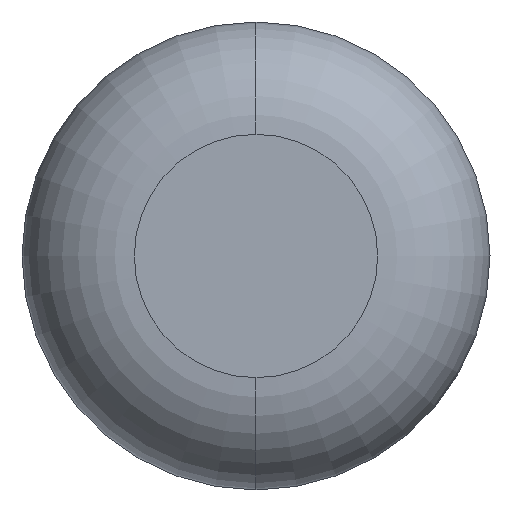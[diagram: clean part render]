
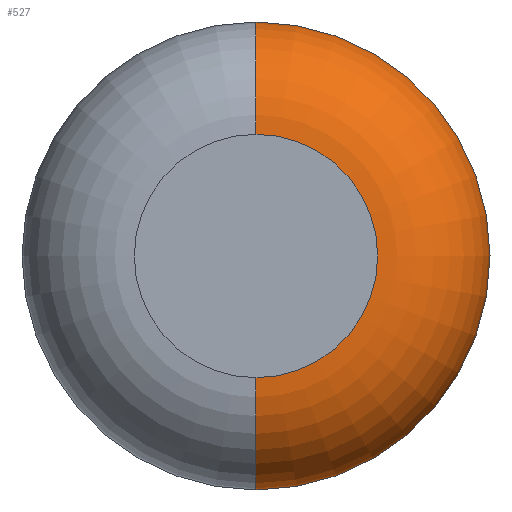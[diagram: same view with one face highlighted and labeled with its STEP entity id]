
A CAD part, front view. The second image highlights one B-rep face of the part: STEP entity #527.
In plain terms, the highlighted toroidal (fillet/blend) face has major radius 1.651 mm and minor radius 1.524 mm.
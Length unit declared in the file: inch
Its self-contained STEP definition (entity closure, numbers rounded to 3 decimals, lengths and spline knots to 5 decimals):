
#10 = DIRECTION ( 'NONE',  ( 0., -1., 0. ) ) ;
#40 = ORIENTED_EDGE ( 'NONE', *, *, #168, .T. ) ;
#71 = DIRECTION ( 'NONE',  ( 0., 0., -1. ) ) ;
#91 = DIRECTION ( 'NONE',  ( 0., 0., -1. ) ) ;
#108 = EDGE_LOOP ( 'NONE', ( #40, #428, #300, #542 ) ) ;
#117 = AXIS2_PLACEMENT_3D ( 'NONE', #299, #10, #91 ) ;
#138 = CIRCLE ( 'NONE', #117, 0.065 ) ;
#140 = DIRECTION ( 'NONE',  ( 0., 0., 1. ) ) ;
#158 = DIRECTION ( 'NONE',  ( 0., 0., -1. ) ) ;
#160 = DIRECTION ( 'NONE',  ( 0., -1., 0. ) ) ;
#168 = EDGE_CURVE ( 'NONE', #469, #540, #303, .T. ) ;
#177 = AXIS2_PLACEMENT_3D ( 'NONE', #474, #320, #71 ) ;
#211 = CARTESIAN_POINT ( 'NONE',  ( 0., 0.06, -0.125 ) ) ;
#256 = DIRECTION ( 'NONE',  ( -1., 0., 0. ) ) ;
#261 = AXIS2_PLACEMENT_3D ( 'NONE', #441, #372, #158 ) ;
#267 = EDGE_CURVE ( 'NONE', #301, #297, #138, .T. ) ;
#278 = EDGE_CURVE ( 'NONE', #469, #301, #460, .T. ) ;
#297 = VERTEX_POINT ( 'NONE', #426 ) ;
#299 = CARTESIAN_POINT ( 'NONE',  ( 0., 0., 0. ) ) ;
#300 = ORIENTED_EDGE ( 'NONE', *, *, #267, .F. ) ;
#301 = VERTEX_POINT ( 'NONE', #343 ) ;
#303 = CIRCLE ( 'NONE', #486, 0.125 ) ;
#320 = DIRECTION ( 'NONE',  ( 1., 0., 0. ) ) ;
#323 = CIRCLE ( 'NONE', #177, 0.06 ) ;
#343 = CARTESIAN_POINT ( 'NONE',  ( 0., 0., -0.065 ) ) ;
#353 = AXIS2_PLACEMENT_3D ( 'NONE', #465, #256, #140 ) ;
#372 = DIRECTION ( 'NONE',  ( 0., -1., 0. ) ) ;
#426 = CARTESIAN_POINT ( 'NONE',  ( 0., 0., 0.065 ) ) ;
#428 = ORIENTED_EDGE ( 'NONE', *, *, #459, .T. ) ;
#441 = CARTESIAN_POINT ( 'NONE',  ( 0., 0.06, 0. ) ) ;
#445 = CARTESIAN_POINT ( 'NONE',  ( 0., 0.06, 0. ) ) ;
#459 = EDGE_CURVE ( 'NONE', #540, #297, #323, .T. ) ;
#460 = CIRCLE ( 'NONE', #353, 0.06 ) ;
#465 = CARTESIAN_POINT ( 'NONE',  ( 0., 0.06, -0.065 ) ) ;
#469 = VERTEX_POINT ( 'NONE', #211 ) ;
#474 = CARTESIAN_POINT ( 'NONE',  ( 0., 0.06, 0.065 ) ) ;
#486 = AXIS2_PLACEMENT_3D ( 'NONE', #445, #160, #491 ) ;
#491 = DIRECTION ( 'NONE',  ( 0., 0., -1. ) ) ;
#520 = FACE_OUTER_BOUND ( 'NONE', #108, .T. ) ;
#527 = ADVANCED_FACE ( 'NONE', ( #520 ), #549, .T. ) ;
#534 = CARTESIAN_POINT ( 'NONE',  ( 0., 0.06, 0.125 ) ) ;
#540 = VERTEX_POINT ( 'NONE', #534 ) ;
#542 = ORIENTED_EDGE ( 'NONE', *, *, #278, .F. ) ;
#549 = TOROIDAL_SURFACE ( 'NONE', #261, 0.065, 0.06 ) ;
